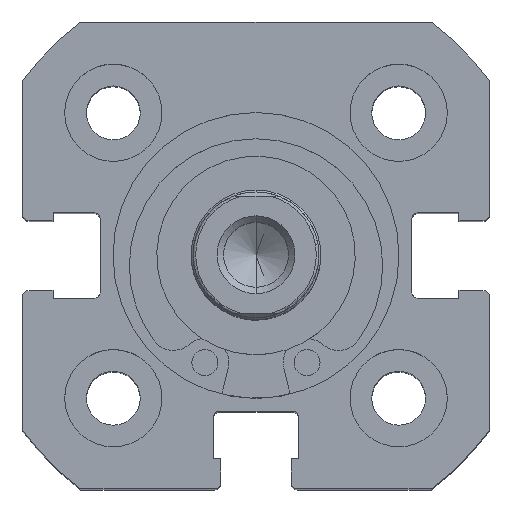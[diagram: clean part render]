
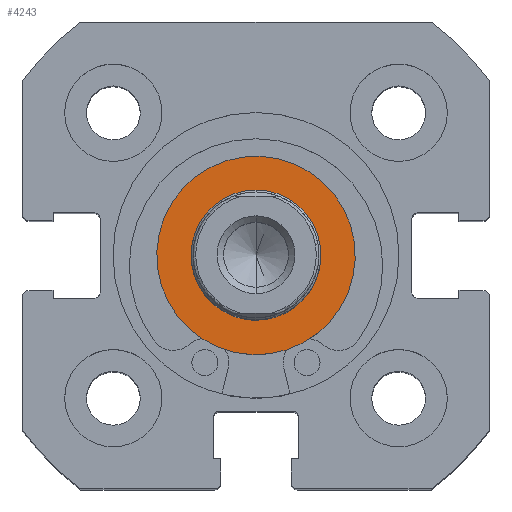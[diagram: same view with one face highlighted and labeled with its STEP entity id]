
A CAD part, top view. The second image highlights one B-rep face of the part: STEP entity #4243.
In plain terms, the highlighted face is planar.
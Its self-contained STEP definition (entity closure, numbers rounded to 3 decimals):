
#39 = EDGE_CURVE ( 'NONE', #5755, #5756, #1647, .T. ) ;
#106 = EDGE_CURVE ( 'NONE', #5761, #5762, #1678, .T. ) ;
#538 = EDGE_CURVE ( 'NONE', #5762, #5761, #1712, .T. ) ;
#540 = EDGE_CURVE ( 'NONE', #5756, #5755, #1715, .T. ) ;
#1320 = ORIENTED_EDGE ( 'NONE', *, *, #538, .F. ) ;
#1321 = ORIENTED_EDGE ( 'NONE', *, *, #106, .F. ) ;
#1322 = ORIENTED_EDGE ( 'NONE', *, *, #39, .T. ) ;
#1323 = ORIENTED_EDGE ( 'NONE', *, *, #540, .T. ) ;
#1493 = EDGE_LOOP ( 'NONE', ( #1322, #1323 ) ) ;
#1495 = EDGE_LOOP ( 'NONE', ( #1320, #1321 ) ) ;
#1647 = CIRCLE ( 'NONE', #3720, 7.65 ) ;
#1678 = CIRCLE ( 'NONE', #3736, 5. ) ;
#1712 = CIRCLE ( 'NONE', #3751, 5. ) ;
#1715 = CIRCLE ( 'NONE', #3748, 7.65 ) ;
#2454 = FACE_BOUND ( 'NONE', #1495, .T. ) ;
#2460 = FACE_OUTER_BOUND ( 'NONE', #1493, .T. ) ;
#3148 = CARTESIAN_POINT ( 'NONE',  ( 0., 0., 7.65 ) ) ;
#3149 = CARTESIAN_POINT ( 'NONE',  ( 0., 0., -7.65 ) ) ;
#3154 = CARTESIAN_POINT ( 'NONE',  ( 0., 0., -5. ) ) ;
#3155 = CARTESIAN_POINT ( 'NONE',  ( 0., 0., 5. ) ) ;
#3720 = AXIS2_PLACEMENT_3D ( 'NONE', #5788, #5792, #5949 ) ;
#3736 = AXIS2_PLACEMENT_3D ( 'NONE', #6124, #6122, #6121 ) ;
#3748 = AXIS2_PLACEMENT_3D ( 'NONE', #5974, #5972, #5971 ) ;
#3751 = AXIS2_PLACEMENT_3D ( 'NONE', #5987, #5980, #5979 ) ;
#4010 = AXIS2_PLACEMENT_3D ( 'NONE', #5460, #5462, #5463 ) ;
#4243 = ADVANCED_FACE ( 'NONE', ( #2454, #2460 ), #5461, .F. ) ;
#5460 = CARTESIAN_POINT ( 'NONE',  ( 0., 7.65, 0. ) ) ;
#5461 = PLANE ( 'NONE',  #4010 ) ;
#5462 = DIRECTION ( 'NONE',  ( 1., 0., 0. ) ) ;
#5463 = DIRECTION ( 'NONE',  ( 0., 0., -1. ) ) ;
#5755 = VERTEX_POINT ( 'NONE', #3148 ) ;
#5756 = VERTEX_POINT ( 'NONE', #3149 ) ;
#5761 = VERTEX_POINT ( 'NONE', #3154 ) ;
#5762 = VERTEX_POINT ( 'NONE', #3155 ) ;
#5788 = CARTESIAN_POINT ( 'NONE',  ( 0., 0., 0. ) ) ;
#5792 = DIRECTION ( 'NONE',  ( -1., 0., 0. ) ) ;
#5949 = DIRECTION ( 'NONE',  ( 0., 0., 1. ) ) ;
#5971 = DIRECTION ( 'NONE',  ( 0., 0., 1. ) ) ;
#5972 = DIRECTION ( 'NONE',  ( -1., 0., 0. ) ) ;
#5974 = CARTESIAN_POINT ( 'NONE',  ( 0., 0., 0. ) ) ;
#5979 = DIRECTION ( 'NONE',  ( 0., 0., 1. ) ) ;
#5980 = DIRECTION ( 'NONE',  ( -1., 0., 0. ) ) ;
#5987 = CARTESIAN_POINT ( 'NONE',  ( 0., 0., 0. ) ) ;
#6121 = DIRECTION ( 'NONE',  ( 0., 0., 1. ) ) ;
#6122 = DIRECTION ( 'NONE',  ( -1., 0., 0. ) ) ;
#6124 = CARTESIAN_POINT ( 'NONE',  ( 0., 0., 0. ) ) ;
